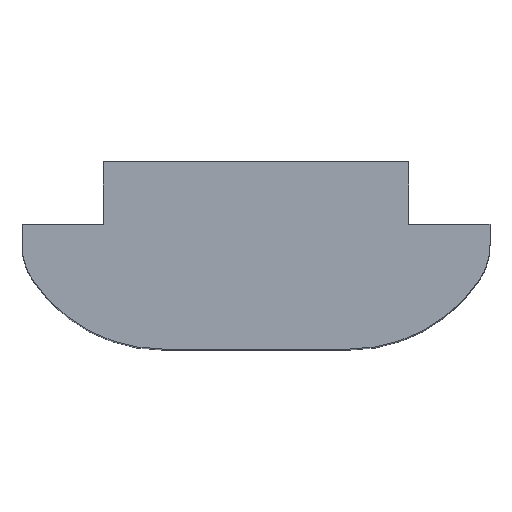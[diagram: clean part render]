
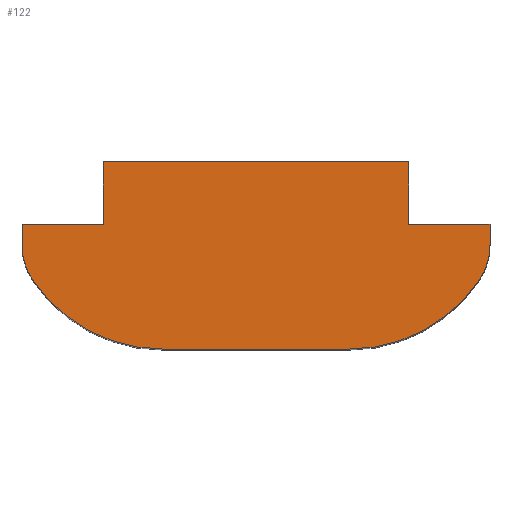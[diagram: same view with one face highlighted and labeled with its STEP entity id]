
A CAD part, top view. The second image highlights one B-rep face of the part: STEP entity #122.
In plain terms, the highlighted planar face has unit normal (0, 0, 1).
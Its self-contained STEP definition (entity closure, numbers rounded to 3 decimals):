
#2 = FACE_OUTER_BOUND ( 'NONE', #371, .T. ) ;
#7 = CARTESIAN_POINT ( 'NONE',  ( -3., -6., 20. ) ) ;
#8 = EDGE_CURVE ( 'NONE', #111, #262, #43, .T. ) ;
#11 = VECTOR ( 'NONE', #545, 1000. ) ;
#22 = CIRCLE ( 'NONE', #348, 5. ) ;
#25 = EDGE_CURVE ( 'NONE', #316, #283, #404, .T. ) ;
#34 = ORIENTED_EDGE ( 'NONE', *, *, #311, .F. ) ;
#43 = CIRCLE ( 'NONE', #392, 5. ) ;
#50 = LINE ( 'NONE', #508, #373 ) ;
#52 = PLANE ( 'NONE',  #575 ) ;
#56 = CARTESIAN_POINT ( 'NONE',  ( -7.5, -2.658, 20. ) ) ;
#58 = DIRECTION ( 'NONE',  ( 0., 0., 1. ) ) ;
#67 = CIRCLE ( 'NONE', #377, 2. ) ;
#68 = ORIENTED_EDGE ( 'NONE', *, *, #163, .T. ) ;
#70 = ORIENTED_EDGE ( 'NONE', *, *, #185, .F. ) ;
#73 = VERTEX_POINT ( 'NONE', #367 ) ;
#75 = VERTEX_POINT ( 'NONE', #356 ) ;
#99 = VECTOR ( 'NONE', #374, 1000. ) ;
#101 = CARTESIAN_POINT ( 'NONE',  ( 0., -2., 20. ) ) ;
#111 = VERTEX_POINT ( 'NONE', #180 ) ;
#115 = VECTOR ( 'NONE', #525, 1000. ) ;
#118 = LINE ( 'NONE', #101, #576 ) ;
#122 = ADVANCED_FACE ( 'NONE', ( #2 ), #52, .T. ) ;
#130 = VERTEX_POINT ( 'NONE', #330 ) ;
#142 = ORIENTED_EDGE ( 'NONE', *, *, #8, .T. ) ;
#146 = ORIENTED_EDGE ( 'NONE', *, *, #247, .T. ) ;
#152 = EDGE_CURVE ( 'NONE', #130, #182, #409, .T. ) ;
#161 = ORIENTED_EDGE ( 'NONE', *, *, #152, .F. ) ;
#163 = EDGE_CURVE ( 'NONE', #316, #375, #118, .T. ) ;
#164 = EDGE_CURVE ( 'NONE', #75, #182, #523, .T. ) ;
#165 = CARTESIAN_POINT ( 'NONE',  ( 7.5, -2.5, 20. ) ) ;
#171 = DIRECTION ( 'NONE',  ( -1., 0., 0. ) ) ;
#180 = CARTESIAN_POINT ( 'NONE',  ( -7.167, -3.764, 20. ) ) ;
#182 = VERTEX_POINT ( 'NONE', #183 ) ;
#183 = CARTESIAN_POINT ( 'NONE',  ( -7.5, -2., 20. ) ) ;
#185 = EDGE_CURVE ( 'NONE', #283, #219, #444, .T. ) ;
#186 = CARTESIAN_POINT ( 'NONE',  ( 0., -6., 20. ) ) ;
#192 = EDGE_CURVE ( 'NONE', #262, #272, #344, .T. ) ;
#201 = AXIS2_PLACEMENT_3D ( 'NONE', #376, #542, #458 ) ;
#217 = DIRECTION ( 'NONE',  ( 0., -1., 0. ) ) ;
#219 = VERTEX_POINT ( 'NONE', #500 ) ;
#224 = VECTOR ( 'NONE', #217, 1000. ) ;
#230 = CARTESIAN_POINT ( 'NONE',  ( 0., -2., 20. ) ) ;
#231 = CARTESIAN_POINT ( 'NONE',  ( 0., 0., 20. ) ) ;
#234 = ORIENTED_EDGE ( 'NONE', *, *, #406, .F. ) ;
#237 = EDGE_CURVE ( 'NONE', #272, #219, #22, .T. ) ;
#247 = EDGE_CURVE ( 'NONE', #319, #75, #415, .T. ) ;
#256 = LINE ( 'NONE', #484, #115 ) ;
#257 = CARTESIAN_POINT ( 'NONE',  ( -3., -1., 20. ) ) ;
#262 = VERTEX_POINT ( 'NONE', #7 ) ;
#266 = DIRECTION ( 'NONE',  ( -1., 0., 0. ) ) ;
#272 = VERTEX_POINT ( 'NONE', #416 ) ;
#278 = ORIENTED_EDGE ( 'NONE', *, *, #192, .T. ) ;
#283 = VERTEX_POINT ( 'NONE', #341 ) ;
#291 = ORIENTED_EDGE ( 'NONE', *, *, #164, .T. ) ;
#296 = ORIENTED_EDGE ( 'NONE', *, *, #25, .F. ) ;
#311 = EDGE_CURVE ( 'NONE', #73, #375, #50, .T. ) ;
#316 = VERTEX_POINT ( 'NONE', #507 ) ;
#319 = VERTEX_POINT ( 'NONE', #548 ) ;
#330 = CARTESIAN_POINT ( 'NONE',  ( -7.5, -2.658, 20. ) ) ;
#332 = VECTOR ( 'NONE', #412, 1000. ) ;
#341 = CARTESIAN_POINT ( 'NONE',  ( 7.5, -2.658, 20. ) ) ;
#344 = LINE ( 'NONE', #186, #332 ) ;
#348 = AXIS2_PLACEMENT_3D ( 'NONE', #457, #466, #512 ) ;
#351 = EDGE_CURVE ( 'NONE', #319, #73, #256, .T. ) ;
#356 = CARTESIAN_POINT ( 'NONE',  ( -4.9, -2., 20. ) ) ;
#367 = CARTESIAN_POINT ( 'NONE',  ( 4.9, 0., 20. ) ) ;
#369 = DIRECTION ( 'NONE',  ( 0., 1., 0. ) ) ;
#371 = EDGE_LOOP ( 'NONE', ( #68, #34, #499, #146, #291, #161, #234, #142, #278, #437, #70, #296 ) ) ;
#373 = VECTOR ( 'NONE', #502, 1000. ) ;
#374 = DIRECTION ( 'NONE',  ( -1., 0., 0. ) ) ;
#375 = VERTEX_POINT ( 'NONE', #572 ) ;
#376 = CARTESIAN_POINT ( 'NONE',  ( 5.5, -2.658, 20. ) ) ;
#377 = AXIS2_PLACEMENT_3D ( 'NONE', #434, #527, #266 ) ;
#378 = DIRECTION ( 'NONE',  ( 1., 0., 0. ) ) ;
#392 = AXIS2_PLACEMENT_3D ( 'NONE', #257, #564, #171 ) ;
#404 = LINE ( 'NONE', #165, #224 ) ;
#406 = EDGE_CURVE ( 'NONE', #111, #130, #67, .T. ) ;
#409 = LINE ( 'NONE', #56, #560 ) ;
#412 = DIRECTION ( 'NONE',  ( 1., 0., 0. ) ) ;
#415 = LINE ( 'NONE', #463, #11 ) ;
#416 = CARTESIAN_POINT ( 'NONE',  ( 3., -6., 20. ) ) ;
#434 = CARTESIAN_POINT ( 'NONE',  ( -5.5, -2.658, 20. ) ) ;
#437 = ORIENTED_EDGE ( 'NONE', *, *, #237, .T. ) ;
#444 = CIRCLE ( 'NONE', #201, 2. ) ;
#457 = CARTESIAN_POINT ( 'NONE',  ( 3., -1., 20. ) ) ;
#458 = DIRECTION ( 'NONE',  ( -1., 0., 0. ) ) ;
#460 = DIRECTION ( 'NONE',  ( -1., 0., 0. ) ) ;
#463 = CARTESIAN_POINT ( 'NONE',  ( -4.9, 0., 20. ) ) ;
#466 = DIRECTION ( 'NONE',  ( 0., 0., 1. ) ) ;
#484 = CARTESIAN_POINT ( 'NONE',  ( 1., 0., 20. ) ) ;
#499 = ORIENTED_EDGE ( 'NONE', *, *, #351, .F. ) ;
#500 = CARTESIAN_POINT ( 'NONE',  ( 7.167, -3.764, 20. ) ) ;
#502 = DIRECTION ( 'NONE',  ( 0., -1., 0. ) ) ;
#507 = CARTESIAN_POINT ( 'NONE',  ( 7.5, -2., 20. ) ) ;
#508 = CARTESIAN_POINT ( 'NONE',  ( 4.9, -0.5, 20. ) ) ;
#512 = DIRECTION ( 'NONE',  ( -1., 0., 0. ) ) ;
#523 = LINE ( 'NONE', #230, #99 ) ;
#525 = DIRECTION ( 'NONE',  ( 1., 0., 0. ) ) ;
#527 = DIRECTION ( 'NONE',  ( 0., 0., -1. ) ) ;
#542 = DIRECTION ( 'NONE',  ( 0., 0., -1. ) ) ;
#545 = DIRECTION ( 'NONE',  ( 0., -1., 0. ) ) ;
#548 = CARTESIAN_POINT ( 'NONE',  ( -4.9, 0., 20. ) ) ;
#560 = VECTOR ( 'NONE', #369, 1000. ) ;
#564 = DIRECTION ( 'NONE',  ( 0., 0., 1. ) ) ;
#572 = CARTESIAN_POINT ( 'NONE',  ( 4.9, -2., 20. ) ) ;
#575 = AXIS2_PLACEMENT_3D ( 'NONE', #231, #58, #378 ) ;
#576 = VECTOR ( 'NONE', #460, 1000. ) ;
